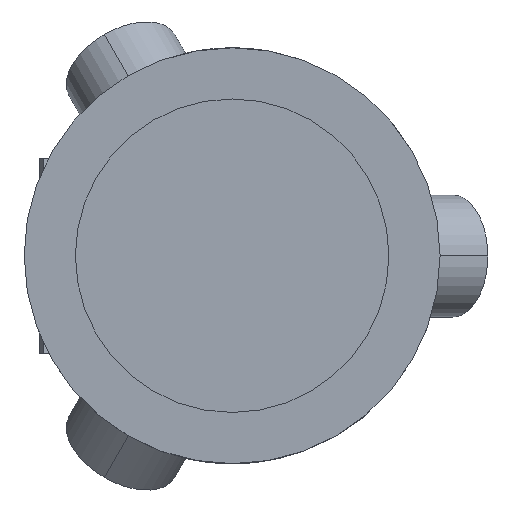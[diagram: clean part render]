
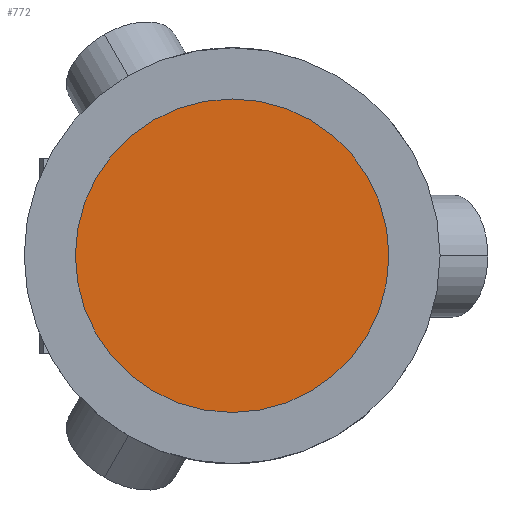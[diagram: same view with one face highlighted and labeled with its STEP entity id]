
A CAD part, top view. The second image highlights one B-rep face of the part: STEP entity #772.
In plain terms, the highlighted planar face has unit normal (0, 0, 1).
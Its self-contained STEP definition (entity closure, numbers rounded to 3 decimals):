
#38 = CIRCLE ( 'NONE', #2818, 16.961 ) ;
#138 = CARTESIAN_POINT ( 'NONE',  ( 0., 0., 27.4 ) ) ;
#419 = DIRECTION ( 'NONE',  ( 1., 0., 0. ) ) ;
#511 = CARTESIAN_POINT ( 'NONE',  ( -16.961, 0., 27.4 ) ) ;
#740 = ORIENTED_EDGE ( 'NONE', *, *, #3014, .T. ) ;
#772 = ADVANCED_FACE ( 'NONE', ( #1127 ), #3020, .F. ) ;
#1010 = EDGE_CURVE ( 'NONE', #1027, #2351, #2072, .T. ) ;
#1027 = VERTEX_POINT ( 'NONE', #511 ) ;
#1127 = FACE_OUTER_BOUND ( 'NONE', #2421, .T. ) ;
#1860 = ORIENTED_EDGE ( 'NONE', *, *, #1010, .T. ) ;
#2072 = CIRCLE ( 'NONE', #2836, 16.961 ) ;
#2351 = VERTEX_POINT ( 'NONE', #2954 ) ;
#2374 = CARTESIAN_POINT ( 'NONE',  ( -16.961, 0., 27.4 ) ) ;
#2421 = EDGE_LOOP ( 'NONE', ( #1860, #740 ) ) ;
#2620 = DIRECTION ( 'NONE',  ( 1., 0., 0. ) ) ;
#2818 = AXIS2_PLACEMENT_3D ( 'NONE', #3851, #3193, #419 ) ;
#2836 = AXIS2_PLACEMENT_3D ( 'NONE', #138, #3556, #2620 ) ;
#2954 = CARTESIAN_POINT ( 'NONE',  ( 16.961, 0., 27.4 ) ) ;
#3014 = EDGE_CURVE ( 'NONE', #2351, #1027, #38, .T. ) ;
#3020 = PLANE ( 'NONE',  #3219 ) ;
#3041 = DIRECTION ( 'NONE',  ( 0., 0., -1. ) ) ;
#3193 = DIRECTION ( 'NONE',  ( 0., 0., 1. ) ) ;
#3219 = AXIS2_PLACEMENT_3D ( 'NONE', #2374, #3041, #3967 ) ;
#3556 = DIRECTION ( 'NONE',  ( 0., 0., 1. ) ) ;
#3851 = CARTESIAN_POINT ( 'NONE',  ( 0., 0., 27.4 ) ) ;
#3967 = DIRECTION ( 'NONE',  ( -1., 0., 0. ) ) ;
